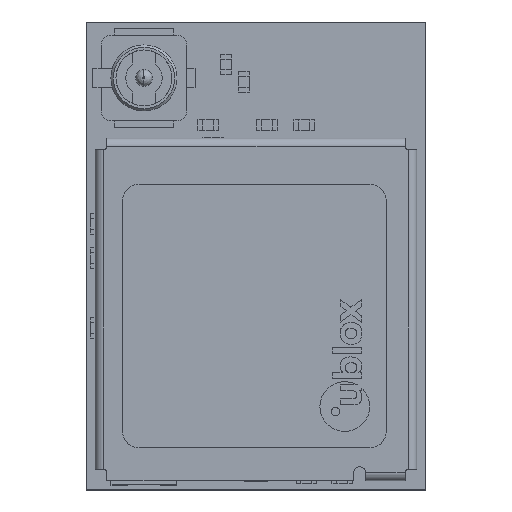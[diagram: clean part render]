
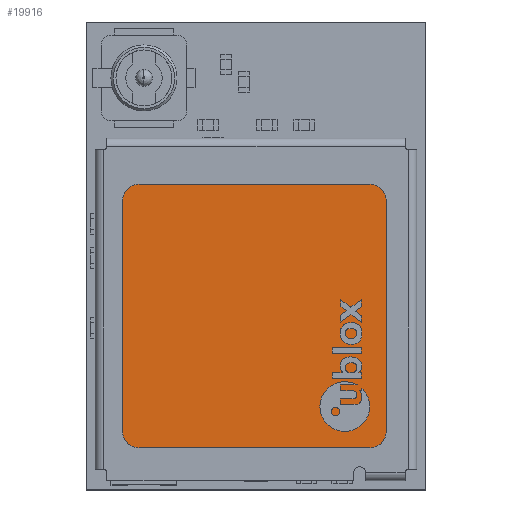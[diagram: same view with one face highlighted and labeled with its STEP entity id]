
A CAD part, top view. The second image highlights one B-rep face of the part: STEP entity #19916.
In plain terms, the highlighted planar face has unit normal (0, 0, 1).
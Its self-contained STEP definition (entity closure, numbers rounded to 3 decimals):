
#19760 = EDGE_CURVE('',#19761,#19763,#19765,.T.);
#19761 = VERTEX_POINT('',#19762);
#19762 = CARTESIAN_POINT('',(4.,-3.5,0.1));
#19763 = VERTEX_POINT('',#19764);
#19764 = CARTESIAN_POINT('',(4.,3.5,0.1));
#19765 = LINE('',#19766,#19767);
#19766 = CARTESIAN_POINT('',(4.,4.,0.1));
#19767 = VECTOR('',#19768,1.);
#19768 = DIRECTION('',(0.,1.,-0.));
#19811 = VERTEX_POINT('',#19812);
#19812 = CARTESIAN_POINT('',(-3.5,4.,0.1));
#19818 = EDGE_CURVE('',#19819,#19811,#19821,.T.);
#19819 = VERTEX_POINT('',#19820);
#19820 = CARTESIAN_POINT('',(3.5,4.,0.1));
#19821 = LINE('',#19822,#19823);
#19822 = CARTESIAN_POINT('',(-4.,4.,0.1));
#19823 = VECTOR('',#19824,1.);
#19824 = DIRECTION('',(-1.,-0.,-0.));
#19851 = VERTEX_POINT('',#19852);
#19852 = CARTESIAN_POINT('',(-4.,-3.5,0.1));
#19858 = EDGE_CURVE('',#19859,#19851,#19861,.T.);
#19859 = VERTEX_POINT('',#19860);
#19860 = CARTESIAN_POINT('',(-4.,3.5,0.1));
#19861 = LINE('',#19862,#19863);
#19862 = CARTESIAN_POINT('',(-4.,4.,0.1));
#19863 = VECTOR('',#19864,1.);
#19864 = DIRECTION('',(0.,-1.,0.));
#19880 = EDGE_CURVE('',#19881,#19883,#19885,.T.);
#19881 = VERTEX_POINT('',#19882);
#19882 = CARTESIAN_POINT('',(-3.5,-4.,0.1));
#19883 = VERTEX_POINT('',#19884);
#19884 = CARTESIAN_POINT('',(3.5,-4.,0.1));
#19885 = LINE('',#19886,#19887);
#19886 = CARTESIAN_POINT('',(-4.,-4.,0.1));
#19887 = VECTOR('',#19888,1.);
#19888 = DIRECTION('',(1.,0.,0.));
#19916 = ADVANCED_FACE('',(#19917),#19951,.T.);
#19917 = FACE_BOUND('',#19918,.T.);
#19918 = EDGE_LOOP('',(#19919,#19920,#19927,#19928,#19935,#19936,#19943,
    #19944));
#19919 = ORIENTED_EDGE('',*,*,#19858,.T.);
#19920 = ORIENTED_EDGE('',*,*,#19921,.T.);
#19921 = EDGE_CURVE('',#19851,#19881,#19922,.T.);
#19922 = CIRCLE('',#19923,0.5);
#19923 = AXIS2_PLACEMENT_3D('',#19924,#19925,#19926);
#19924 = CARTESIAN_POINT('',(-3.5,-3.5,0.1));
#19925 = DIRECTION('',(-0.,0.,1.));
#19926 = DIRECTION('',(1.,0.,0.));
#19927 = ORIENTED_EDGE('',*,*,#19880,.T.);
#19928 = ORIENTED_EDGE('',*,*,#19929,.T.);
#19929 = EDGE_CURVE('',#19883,#19761,#19930,.T.);
#19930 = CIRCLE('',#19931,0.5);
#19931 = AXIS2_PLACEMENT_3D('',#19932,#19933,#19934);
#19932 = CARTESIAN_POINT('',(3.5,-3.5,0.1));
#19933 = DIRECTION('',(-0.,0.,1.));
#19934 = DIRECTION('',(1.,0.,0.));
#19935 = ORIENTED_EDGE('',*,*,#19760,.T.);
#19936 = ORIENTED_EDGE('',*,*,#19937,.T.);
#19937 = EDGE_CURVE('',#19763,#19819,#19938,.T.);
#19938 = CIRCLE('',#19939,0.5);
#19939 = AXIS2_PLACEMENT_3D('',#19940,#19941,#19942);
#19940 = CARTESIAN_POINT('',(3.5,3.5,0.1));
#19941 = DIRECTION('',(-0.,0.,1.));
#19942 = DIRECTION('',(1.,0.,0.));
#19943 = ORIENTED_EDGE('',*,*,#19818,.T.);
#19944 = ORIENTED_EDGE('',*,*,#19945,.T.);
#19945 = EDGE_CURVE('',#19811,#19859,#19946,.T.);
#19946 = CIRCLE('',#19947,0.5);
#19947 = AXIS2_PLACEMENT_3D('',#19948,#19949,#19950);
#19948 = CARTESIAN_POINT('',(-3.5,3.5,0.1));
#19949 = DIRECTION('',(-0.,0.,1.));
#19950 = DIRECTION('',(1.,0.,0.));
#19951 = PLANE('',#19952);
#19952 = AXIS2_PLACEMENT_3D('',#19953,#19954,#19955);
#19953 = CARTESIAN_POINT('',(0.,0.,0.1));
#19954 = DIRECTION('',(-0.,0.,1.));
#19955 = DIRECTION('',(1.,0.,0.));
